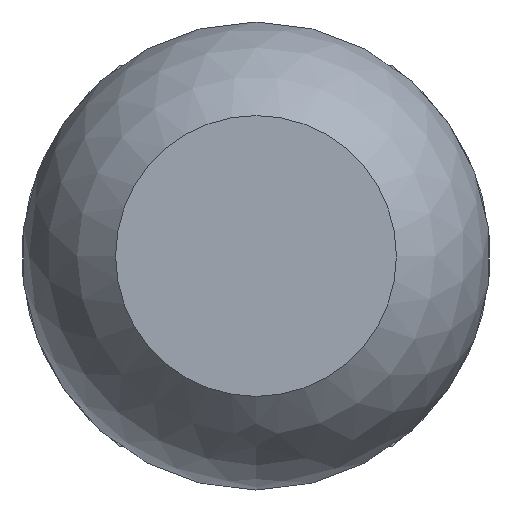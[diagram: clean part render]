
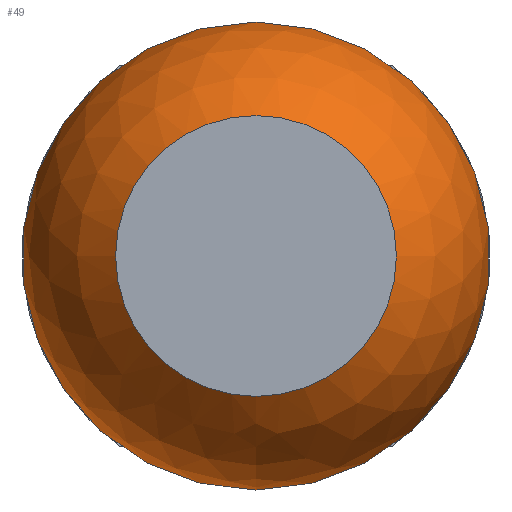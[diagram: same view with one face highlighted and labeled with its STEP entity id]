
A CAD part, left-side view. The second image highlights one B-rep face of the part: STEP entity #49.
In plain terms, the highlighted spherical face has radius 8 mm.
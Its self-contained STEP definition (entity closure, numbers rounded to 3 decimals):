
#49 = ADVANCED_FACE( '', ( #99, #100 ), #101, .T. );
#99 = FACE_OUTER_BOUND( '', #145, .T. );
#100 = FACE_OUTER_BOUND( '', #146, .T. );
#101 = SPHERICAL_SURFACE( '', #147, 8. );
#145 = EDGE_LOOP( '', ( #211 ) );
#146 = EDGE_LOOP( '', ( #212 ) );
#147 = AXIS2_PLACEMENT_3D( '', #213, #214, #215 );
#211 = ORIENTED_EDGE( '', *, *, #255, .T. );
#212 = ORIENTED_EDGE( '', *, *, #250, .F. );
#213 = CARTESIAN_POINT( '', ( 0., 0., 0. ) );
#214 = DIRECTION( '', ( 1., 0., 0. ) );
#215 = DIRECTION( '', ( 0., 1., 0. ) );
#250 = EDGE_CURVE( '', #288, #288, #289, .T. );
#255 = EDGE_CURVE( '', #294, #294, #295, .T. );
#288 = VERTEX_POINT( '', #333 );
#289 = CIRCLE( '', #334, 3.487 );
#294 = VERTEX_POINT( '', #341 );
#295 = CIRCLE( '', #342, 4.8 );
#333 = CARTESIAN_POINT( '', ( 7.2, 0., -3.487 ) );
#334 = AXIS2_PLACEMENT_3D( '', #376, #377, #378 );
#341 = CARTESIAN_POINT( '', ( -6.4, 0., -4.8 ) );
#342 = AXIS2_PLACEMENT_3D( '', #381, #382, #383 );
#376 = CARTESIAN_POINT( '', ( 7.2, 0., 0. ) );
#377 = DIRECTION( '', ( 1., 0., 0. ) );
#378 = DIRECTION( '', ( 0., 0., -1. ) );
#381 = CARTESIAN_POINT( '', ( -6.4, 0., 0. ) );
#382 = DIRECTION( '', ( 1., 0., 0. ) );
#383 = DIRECTION( '', ( 0., 0., -1. ) );
